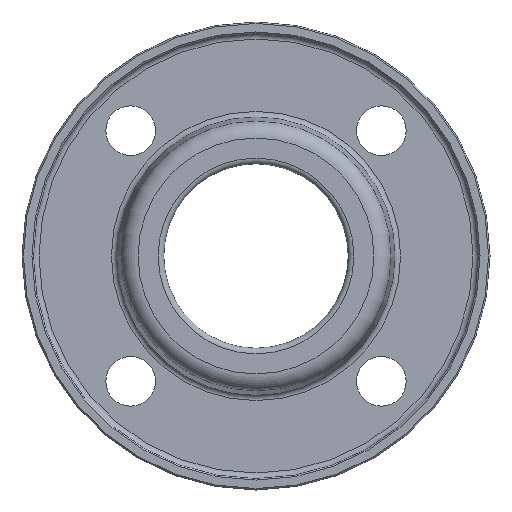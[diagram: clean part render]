
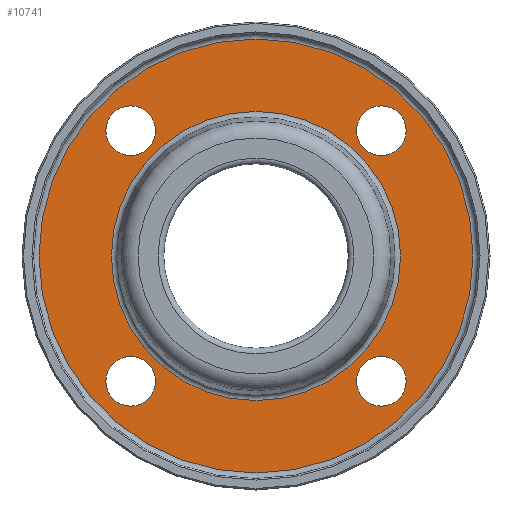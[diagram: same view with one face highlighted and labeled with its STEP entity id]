
A CAD part, left-side view. The second image highlights one B-rep face of the part: STEP entity #10741.
In plain terms, the highlighted planar face has unit normal (-1, 0, 0).
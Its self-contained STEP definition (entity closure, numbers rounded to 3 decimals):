
#127 = PLANE ( 'NONE',  #13298 ) ;
#128 = CARTESIAN_POINT ( 'NONE',  ( 15.5, 50.972, 0. ) ) ;
#129 = DIRECTION ( 'NONE',  ( 1., 0., 0. ) ) ;
#130 = DIRECTION ( 'NONE',  ( 0., 0., -1. ) ) ;
#883 = CARTESIAN_POINT ( 'NONE',  ( 15.5, -44.194, -44.194 ) ) ;
#884 = DIRECTION ( 'NONE',  ( -1., 0., 0. ) ) ;
#885 = DIRECTION ( 'NONE',  ( 0., -1., 0. ) ) ;
#5752 = AXIS2_PLACEMENT_3D ( 'NONE', #8243, #8244, #8245 ) ;
#5756 = AXIS2_PLACEMENT_3D ( 'NONE', #13459, #13176, #13230 ) ;
#5856 = AXIS2_PLACEMENT_3D ( 'NONE', #12647, #12648, #12649 ) ;
#5857 = AXIS2_PLACEMENT_3D ( 'NONE', #12090, #12091, #12092 ) ;
#5875 = AXIS2_PLACEMENT_3D ( 'NONE', #12093, #12094, #12095 ) ;
#6058 = VERTEX_POINT ( 'NONE', #8668 ) ;
#6093 = VERTEX_POINT ( 'NONE', #13358 ) ;
#8243 = CARTESIAN_POINT ( 'NONE',  ( 15.5, -44.194, 44.194 ) ) ;
#8244 = DIRECTION ( 'NONE',  ( -1., 0., 0. ) ) ;
#8245 = DIRECTION ( 'NONE',  ( 0., 0., 1. ) ) ;
#8668 = CARTESIAN_POINT ( 'NONE',  ( 15.5, -52.944, -44.194 ) ) ;
#8685 = CARTESIAN_POINT ( 'NONE',  ( 15.5, 52.944, 44.194 ) ) ;
#8686 = CARTESIAN_POINT ( 'NONE',  ( 15.5, 0., 76.5 ) ) ;
#8690 = CARTESIAN_POINT ( 'NONE',  ( 15.5, 44.194, -52.944 ) ) ;
#8693 = CARTESIAN_POINT ( 'NONE',  ( 15.5, 0., 50.972 ) ) ;
#8735 = FACE_BOUND ( 'NONE', #9445, .T. ) ;
#8736 = FACE_BOUND ( 'NONE', #9454, .T. ) ;
#8737 = FACE_BOUND ( 'NONE', #9462, .T. ) ;
#8738 = FACE_BOUND ( 'NONE', #9457, .T. ) ;
#8739 = FACE_BOUND ( 'NONE', #9449, .T. ) ;
#8740 = FACE_OUTER_BOUND ( 'NONE', #9434, .T. ) ;
#8883 = CIRCLE ( 'NONE', #11424, 8.75 ) ;
#8975 = ORIENTED_EDGE ( 'NONE', *, *, #13505, .F. ) ;
#9100 = ORIENTED_EDGE ( 'NONE', *, *, #13803, .F. ) ;
#9162 = ORIENTED_EDGE ( 'NONE', *, *, #13682, .F. ) ;
#9266 = ORIENTED_EDGE ( 'NONE', *, *, #13765, .F. ) ;
#9295 = ORIENTED_EDGE ( 'NONE', *, *, #13683, .T. ) ;
#9372 = ORIENTED_EDGE ( 'NONE', *, *, #13760, .F. ) ;
#9434 = EDGE_LOOP ( 'NONE', ( #9295 ) ) ;
#9445 = EDGE_LOOP ( 'NONE', ( #9162 ) ) ;
#9449 = EDGE_LOOP ( 'NONE', ( #9266 ) ) ;
#9454 = EDGE_LOOP ( 'NONE', ( #9100 ) ) ;
#9457 = EDGE_LOOP ( 'NONE', ( #9372 ) ) ;
#9462 = EDGE_LOOP ( 'NONE', ( #8975 ) ) ;
#10741 = ADVANCED_FACE ( 'NONE', ( #8735, #8736, #8737, #8738, #8739, #8740 ), #127, .F. ) ;
#11027 = CIRCLE ( 'NONE', #5857, 8.75 ) ;
#11028 = CIRCLE ( 'NONE', #5875, 76.5 ) ;
#11133 = CIRCLE ( 'NONE', #5856, 8.75 ) ;
#11139 = CIRCLE ( 'NONE', #5756, 50.972 ) ;
#11190 = CIRCLE ( 'NONE', #5752, 8.75 ) ;
#11203 = VERTEX_POINT ( 'NONE', #8685 ) ;
#11204 = VERTEX_POINT ( 'NONE', #8686 ) ;
#11207 = VERTEX_POINT ( 'NONE', #8690 ) ;
#11209 = VERTEX_POINT ( 'NONE', #8693 ) ;
#11424 = AXIS2_PLACEMENT_3D ( 'NONE', #883, #884, #885 ) ;
#12090 = CARTESIAN_POINT ( 'NONE',  ( 15.5, 44.194, 44.194 ) ) ;
#12091 = DIRECTION ( 'NONE',  ( -1., 0., 0. ) ) ;
#12092 = DIRECTION ( 'NONE',  ( 0., 1., 0. ) ) ;
#12093 = CARTESIAN_POINT ( 'NONE',  ( 15.5, 0., 0. ) ) ;
#12094 = DIRECTION ( 'NONE',  ( -1., 0., 0. ) ) ;
#12095 = DIRECTION ( 'NONE',  ( 0., 0., 1. ) ) ;
#12647 = CARTESIAN_POINT ( 'NONE',  ( 15.5, 44.194, -44.194 ) ) ;
#12648 = DIRECTION ( 'NONE',  ( -1., 0., 0. ) ) ;
#12649 = DIRECTION ( 'NONE',  ( 0., 0., -1. ) ) ;
#13176 = DIRECTION ( 'NONE',  ( -1., 0., 0. ) ) ;
#13230 = DIRECTION ( 'NONE',  ( 0., 0., 1. ) ) ;
#13298 = AXIS2_PLACEMENT_3D ( 'NONE', #128, #129, #130 ) ;
#13358 = CARTESIAN_POINT ( 'NONE',  ( 15.5, -44.194, 52.944 ) ) ;
#13459 = CARTESIAN_POINT ( 'NONE',  ( 15.5, 0., 0. ) ) ;
#13505 = EDGE_CURVE ( 'NONE', #6058, #6058, #8883, .T. ) ;
#13682 = EDGE_CURVE ( 'NONE', #11203, #11203, #11027, .T. ) ;
#13683 = EDGE_CURVE ( 'NONE', #11204, #11204, #11028, .T. ) ;
#13760 = EDGE_CURVE ( 'NONE', #11207, #11207, #11133, .T. ) ;
#13765 = EDGE_CURVE ( 'NONE', #11209, #11209, #11139, .T. ) ;
#13803 = EDGE_CURVE ( 'NONE', #6093, #6093, #11190, .T. ) ;
